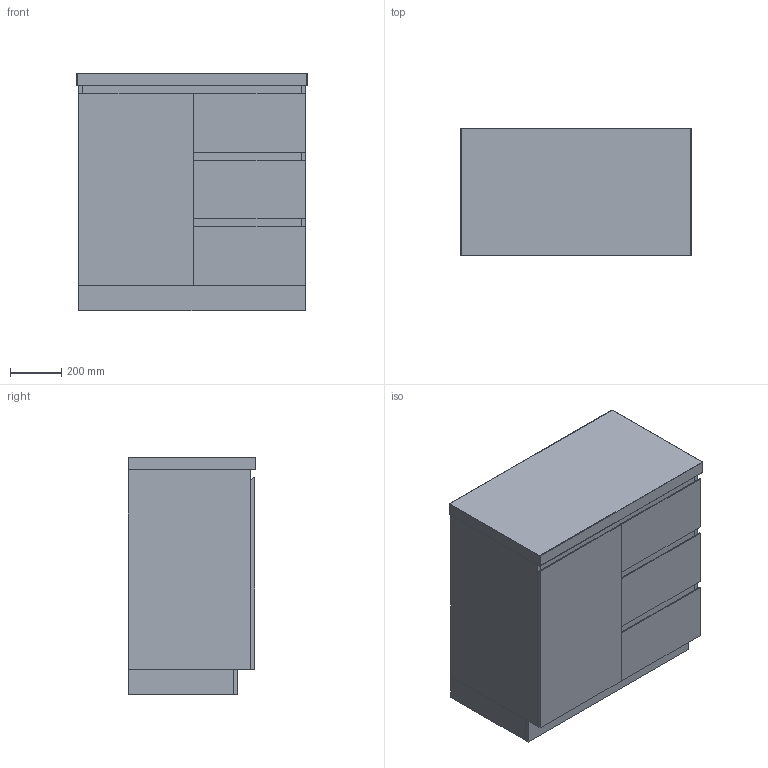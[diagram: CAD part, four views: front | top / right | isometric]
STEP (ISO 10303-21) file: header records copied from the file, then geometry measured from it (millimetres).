
FILE_DESCRIPTION(/* description */ (''),/* implementation_level */ '2;1');
FILE_NAME(/* name */ 'Domaine Hamper 900 (50MM)',/* time_stamp */ '2025-07-09T14:50:30+10:00',/* author */ (''),/* organization */ (''),/* preprocessor_version */ 'ST-DEVELOPER v16.5',/* originating_system */ '',/* authorisation */ '');
FILE_SCHEMA (('AUTOMOTIVE_DESIGN'));
Length unit declared in the file: millimetre
Products named in the file (7): Document; Domaine Hamper 900 (50MM); Domaine Hamper ALL2122; Domaine Hamper 900 Left5; Domaine Hamper 900 Left FM2; Blank Benchtops ALL67891011121314151617181920; 900 Benchtop (50mm)4
Assembly tree (6 placements, depth 5):
  Document
    Domaine Hamper 900 (50MM)
      Domaine Hamper ALL2122
        Domaine Hamper 900 Left5
          Domaine Hamper 900 Left FM2
      Blank Benchtops ALL67891011121314151617181920
        900 Benchtop (50mm)4
Bounding box: 900 x 500 x 930 mm (x, y, z)
Volume: 60436436 mm3; surface area: 8236911.2 mm2
Topology: 14 solids, 14 shells, 124 faces, 271 edges, 170 vertices
Faces by surface type: plane 107, cylinder 11, bspline 6
Entity records: 3517 total; most frequent: CARTESIAN_POINT 1125, ORIENTED_EDGE 530, EDGE_CURVE 265, B_SPLINE_CURVE_WITH_KNOTS 245, VERTEX_POINT 170, DIRECTION 148, AXIS2_PLACEMENT_3D 133, EDGE_LOOP 125
